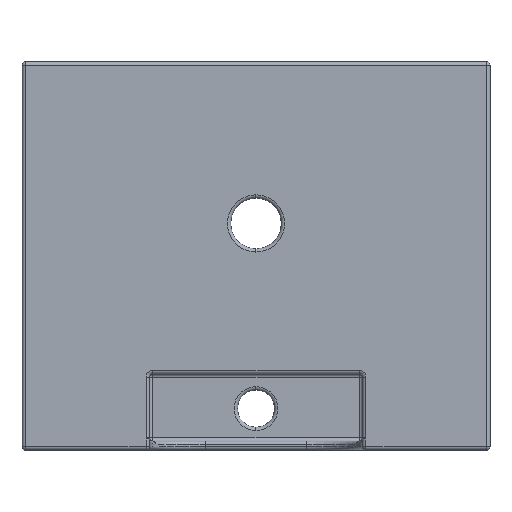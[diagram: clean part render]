
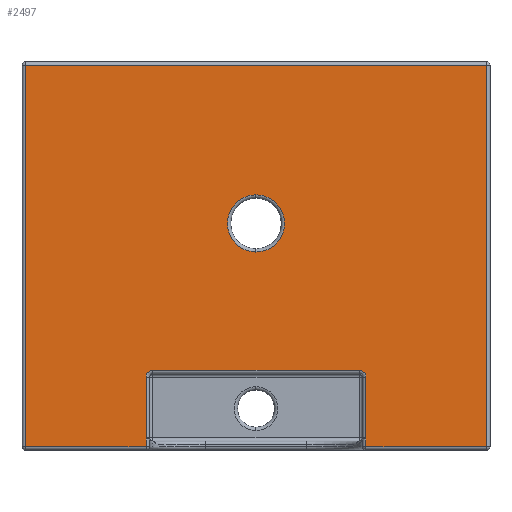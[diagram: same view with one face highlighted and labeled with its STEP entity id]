
A CAD part, front view. The second image highlights one B-rep face of the part: STEP entity #2497.
In plain terms, the highlighted planar face has unit normal (0, -1, 0).
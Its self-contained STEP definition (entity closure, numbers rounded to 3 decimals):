
#20 = CARTESIAN_POINT ( 'NONE',  ( 0., 0., 0. ) ) ;
#37 = LINE ( 'NONE', #1086, #2566 ) ;
#54 = ORIENTED_EDGE ( 'NONE', *, *, #1764, .T. ) ;
#113 = CARTESIAN_POINT ( 'NONE',  ( 92., 0., -108. ) ) ;
#156 = EDGE_CURVE ( 'NONE', #1353, #1371, #2849, .T. ) ;
#166 = EDGE_CURVE ( 'NONE', #1778, #877, #2553, .T. ) ;
#176 = DIRECTION ( 'NONE',  ( 0., 0., 1. ) ) ;
#219 = CIRCLE ( 'NONE', #687, 6. ) ;
#220 = VECTOR ( 'NONE', #2425, 1000. ) ;
#228 = ORIENTED_EDGE ( 'NONE', *, *, #745, .T. ) ;
#232 = EDGE_CURVE ( 'NONE', #769, #1922, #1286, .T. ) ;
#240 = VERTEX_POINT ( 'NONE', #1387 ) ;
#245 = LINE ( 'NONE', #805, #2629 ) ;
#272 = DIRECTION ( 'NONE',  ( 0., -1., 0. ) ) ;
#344 = AXIS2_PLACEMENT_3D ( 'NONE', #1871, #2545, #2584 ) ;
#362 = EDGE_CURVE ( 'NONE', #240, #2034, #753, .T. ) ;
#377 = ORIENTED_EDGE ( 'NONE', *, *, #1158, .T. ) ;
#393 = CARTESIAN_POINT ( 'NONE',  ( 0., 0., 29. ) ) ;
#423 = EDGE_CURVE ( 'NONE', #1371, #2010, #2450, .T. ) ;
#474 = VECTOR ( 'NONE', #1370, 1000. ) ;
#483 = DIRECTION ( 'NONE',  ( 0., 0., 1. ) ) ;
#534 = CARTESIAN_POINT ( 'NONE',  ( -205.5, 0., -170. ) ) ;
#597 = CARTESIAN_POINT ( 'NONE',  ( -97.915, 0., 0. ) ) ;
#613 = VERTEX_POINT ( 'NONE', #1139 ) ;
#635 = FACE_BOUND ( 'NONE', #1775, .T. ) ;
#667 = CARTESIAN_POINT ( 'NONE',  ( -205.5, 0., 170. ) ) ;
#673 = VERTEX_POINT ( 'NONE', #2955 ) ;
#682 = CARTESIAN_POINT ( 'NONE',  ( 98., 0., -162. ) ) ;
#687 = AXIS2_PLACEMENT_3D ( 'NONE', #1195, #272, #1173 ) ;
#707 = ORIENTED_EDGE ( 'NONE', *, *, #2138, .T. ) ;
#733 = ORIENTED_EDGE ( 'NONE', *, *, #1657, .T. ) ;
#744 = ORIENTED_EDGE ( 'NONE', *, *, #1492, .F. ) ;
#745 = EDGE_CURVE ( 'NONE', #673, #613, #2352, .T. ) ;
#753 = LINE ( 'NONE', #1408, #923 ) ;
#755 = DIRECTION ( 'NONE',  ( 0., 1., 0. ) ) ;
#769 = VERTEX_POINT ( 'NONE', #1309 ) ;
#775 = EDGE_CURVE ( 'NONE', #2010, #1659, #37, .T. ) ;
#783 = CARTESIAN_POINT ( 'NONE',  ( -98., 0., -108. ) ) ;
#788 = DIRECTION ( 'NONE',  ( 0., -1., 0. ) ) ;
#791 = VECTOR ( 'NONE', #2064, 1000. ) ;
#805 = CARTESIAN_POINT ( 'NONE',  ( 0., 0., -170. ) ) ;
#813 = CARTESIAN_POINT ( 'NONE',  ( 97.915, 0., -163.006 ) ) ;
#862 = VECTOR ( 'NONE', #1830, 1000. ) ;
#863 = CIRCLE ( 'NONE', #1691, 6. ) ;
#877 = VERTEX_POINT ( 'NONE', #2559 ) ;
#892 = EDGE_CURVE ( 'NONE', #1077, #1659, #219, .T. ) ;
#911 = ORIENTED_EDGE ( 'NONE', *, *, #423, .T. ) ;
#923 = VECTOR ( 'NONE', #2091, 1000. ) ;
#936 = CARTESIAN_POINT ( 'NONE',  ( 98., 0., 0. ) ) ;
#975 = CARTESIAN_POINT ( 'NONE',  ( -97.915, 0., -163.006 ) ) ;
#980 = CARTESIAN_POINT ( 'NONE',  ( -92., 0., -102. ) ) ;
#1011 = EDGE_CURVE ( 'NONE', #877, #240, #2163, .T. ) ;
#1077 = VERTEX_POINT ( 'NONE', #980 ) ;
#1085 = CARTESIAN_POINT ( 'NONE',  ( -205.5, 0., 0. ) ) ;
#1086 = CARTESIAN_POINT ( 'NONE',  ( -98., 0., 0. ) ) ;
#1139 = CARTESIAN_POINT ( 'NONE',  ( 0., 0., 54.5 ) ) ;
#1158 = EDGE_CURVE ( 'NONE', #2034, #2339, #2016, .T. ) ;
#1173 = DIRECTION ( 'NONE',  ( 0., 0., 1. ) ) ;
#1195 = CARTESIAN_POINT ( 'NONE',  ( -92., 0., -108. ) ) ;
#1206 = CARTESIAN_POINT ( 'NONE',  ( 0., 0., -102. ) ) ;
#1213 = VERTEX_POINT ( 'NONE', #534 ) ;
#1286 = LINE ( 'NONE', #936, #474 ) ;
#1309 = CARTESIAN_POINT ( 'NONE',  ( 98., 0., -108. ) ) ;
#1318 = DIRECTION ( 'NONE',  ( 0., 0., -1. ) ) ;
#1353 = VERTEX_POINT ( 'NONE', #2405 ) ;
#1355 = EDGE_CURVE ( 'NONE', #613, #673, #2413, .T. ) ;
#1370 = DIRECTION ( 'NONE',  ( 0., 0., -1. ) ) ;
#1371 = VERTEX_POINT ( 'NONE', #975 ) ;
#1386 = PLANE ( 'NONE',  #2154 ) ;
#1387 = CARTESIAN_POINT ( 'NONE',  ( 205.5, 0., -170. ) ) ;
#1407 = ORIENTED_EDGE ( 'NONE', *, *, #2456, .T. ) ;
#1408 = CARTESIAN_POINT ( 'NONE',  ( 205.5, 0., 0. ) ) ;
#1436 = DIRECTION ( 'NONE',  ( 0., 0., 1. ) ) ;
#1438 = AXIS2_PLACEMENT_3D ( 'NONE', #2825, #755, #1436 ) ;
#1473 = CARTESIAN_POINT ( 'NONE',  ( 92., 0., -102. ) ) ;
#1492 = EDGE_CURVE ( 'NONE', #769, #2986, #863, .T. ) ;
#1524 = DIRECTION ( 'NONE',  ( 0., 0., 1. ) ) ;
#1535 = DIRECTION ( 'NONE',  ( 0., 1., 0. ) ) ;
#1657 = EDGE_CURVE ( 'NONE', #1213, #1353, #245, .T. ) ;
#1659 = VERTEX_POINT ( 'NONE', #783 ) ;
#1691 = AXIS2_PLACEMENT_3D ( 'NONE', #113, #788, #2956 ) ;
#1696 = EDGE_LOOP ( 'NONE', ( #733, #2003, #911, #2574, #1741, #707, #744, #2878, #1407, #2098, #1890, #2328, #377, #54 ) ) ;
#1741 = ORIENTED_EDGE ( 'NONE', *, *, #892, .F. ) ;
#1764 = EDGE_CURVE ( 'NONE', #2339, #1213, #2726, .T. ) ;
#1775 = EDGE_LOOP ( 'NONE', ( #1950, #228 ) ) ;
#1778 = VERTEX_POINT ( 'NONE', #813 ) ;
#1830 = DIRECTION ( 'NONE',  ( 0., 0., -1. ) ) ;
#1871 = CARTESIAN_POINT ( 'NONE',  ( 92., 0., -162. ) ) ;
#1876 = CARTESIAN_POINT ( 'NONE',  ( 205.5, 0., 170. ) ) ;
#1890 = ORIENTED_EDGE ( 'NONE', *, *, #1011, .T. ) ;
#1898 = FACE_OUTER_BOUND ( 'NONE', #1696, .T. ) ;
#1922 = VERTEX_POINT ( 'NONE', #682 ) ;
#1950 = ORIENTED_EDGE ( 'NONE', *, *, #1355, .T. ) ;
#1990 = DIRECTION ( 'NONE',  ( 0., 1., 0. ) ) ;
#2003 = ORIENTED_EDGE ( 'NONE', *, *, #156, .T. ) ;
#2010 = VERTEX_POINT ( 'NONE', #2379 ) ;
#2016 = LINE ( 'NONE', #2952, #791 ) ;
#2022 = DIRECTION ( 'NONE',  ( 0., 0., 1. ) ) ;
#2026 = VECTOR ( 'NONE', #1318, 1000. ) ;
#2034 = VERTEX_POINT ( 'NONE', #1876 ) ;
#2064 = DIRECTION ( 'NONE',  ( -1., 0., 0. ) ) ;
#2076 = AXIS2_PLACEMENT_3D ( 'NONE', #2447, #1535, #1524 ) ;
#2091 = DIRECTION ( 'NONE',  ( 0., 0., 1. ) ) ;
#2098 = ORIENTED_EDGE ( 'NONE', *, *, #166, .T. ) ;
#2124 = VECTOR ( 'NONE', #2444, 1000. ) ;
#2138 = EDGE_CURVE ( 'NONE', #1077, #2986, #2754, .T. ) ;
#2154 = AXIS2_PLACEMENT_3D ( 'NONE', #20, #2554, #483 ) ;
#2163 = LINE ( 'NONE', #2647, #2124 ) ;
#2173 = DIRECTION ( 'NONE',  ( 1., 0., 0. ) ) ;
#2328 = ORIENTED_EDGE ( 'NONE', *, *, #362, .T. ) ;
#2339 = VERTEX_POINT ( 'NONE', #667 ) ;
#2352 = CIRCLE ( 'NONE', #2510, 25.5 ) ;
#2379 = CARTESIAN_POINT ( 'NONE',  ( -98., 0., -162. ) ) ;
#2405 = CARTESIAN_POINT ( 'NONE',  ( -97.915, 0., -170. ) ) ;
#2413 = CIRCLE ( 'NONE', #1438, 25.5 ) ;
#2423 = DIRECTION ( 'NONE',  ( 0., 0., 1. ) ) ;
#2425 = DIRECTION ( 'NONE',  ( 1., 0., 0. ) ) ;
#2444 = DIRECTION ( 'NONE',  ( 1., 0., 0. ) ) ;
#2447 = CARTESIAN_POINT ( 'NONE',  ( -92., 0., -162. ) ) ;
#2450 = CIRCLE ( 'NONE', #2076, 6. ) ;
#2456 = EDGE_CURVE ( 'NONE', #1922, #1778, #2527, .T. ) ;
#2497 = ADVANCED_FACE ( 'NONE', ( #635, #1898 ), #1386, .F. ) ;
#2510 = AXIS2_PLACEMENT_3D ( 'NONE', #393, #1990, #176 ) ;
#2527 = CIRCLE ( 'NONE', #344, 6. ) ;
#2545 = DIRECTION ( 'NONE',  ( 0., 1., 0. ) ) ;
#2546 = CARTESIAN_POINT ( 'NONE',  ( 97.915, 0., 0. ) ) ;
#2553 = LINE ( 'NONE', #2546, #862 ) ;
#2554 = DIRECTION ( 'NONE',  ( 0., 1., 0. ) ) ;
#2559 = CARTESIAN_POINT ( 'NONE',  ( 97.915, 0., -170. ) ) ;
#2566 = VECTOR ( 'NONE', #2022, 1000. ) ;
#2574 = ORIENTED_EDGE ( 'NONE', *, *, #775, .T. ) ;
#2584 = DIRECTION ( 'NONE',  ( 0., 0., 1. ) ) ;
#2629 = VECTOR ( 'NONE', #2173, 1000. ) ;
#2647 = CARTESIAN_POINT ( 'NONE',  ( 0., 0., -170. ) ) ;
#2726 = LINE ( 'NONE', #1085, #2026 ) ;
#2754 = LINE ( 'NONE', #1206, #220 ) ;
#2825 = CARTESIAN_POINT ( 'NONE',  ( 0., 0., 29. ) ) ;
#2849 = LINE ( 'NONE', #597, #2926 ) ;
#2878 = ORIENTED_EDGE ( 'NONE', *, *, #232, .T. ) ;
#2926 = VECTOR ( 'NONE', #2423, 1000. ) ;
#2952 = CARTESIAN_POINT ( 'NONE',  ( 0., 0., 170. ) ) ;
#2955 = CARTESIAN_POINT ( 'NONE',  ( 0., 0., 3.5 ) ) ;
#2956 = DIRECTION ( 'NONE',  ( 0., 0., 1. ) ) ;
#2986 = VERTEX_POINT ( 'NONE', #1473 ) ;
